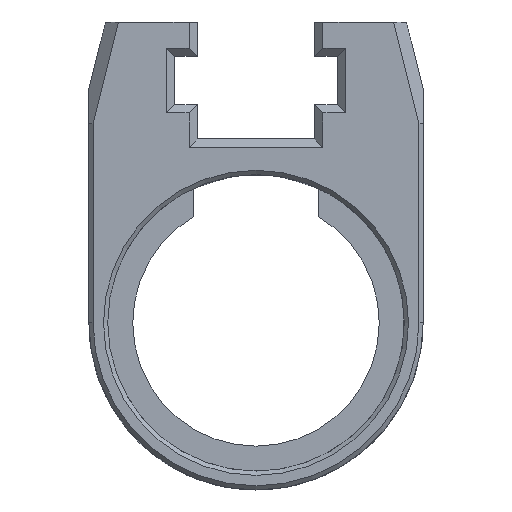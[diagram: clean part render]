
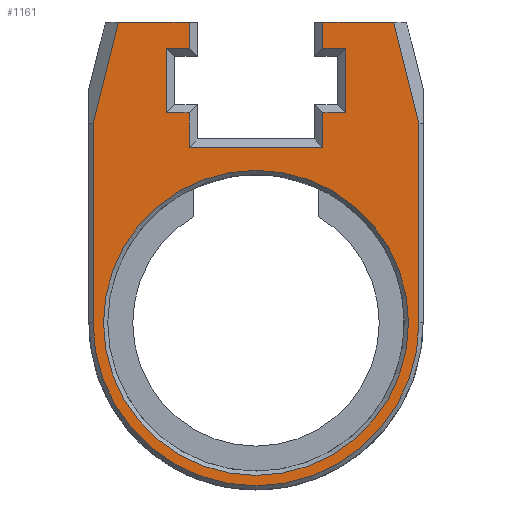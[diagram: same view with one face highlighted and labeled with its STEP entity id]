
A CAD part, front view. The second image highlights one B-rep face of the part: STEP entity #1161.
In plain terms, the highlighted planar face has unit normal (0, -1, 0).
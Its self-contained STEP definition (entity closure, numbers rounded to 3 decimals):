
#20=FACE_BOUND('',#491,.T.);
#44=LINE('',#1655,#180);
#46=LINE('',#1659,#182);
#49=LINE('',#1665,#185);
#52=LINE('',#1672,#188);
#58=LINE('',#1685,#194);
#60=LINE('',#1688,#196);
#63=LINE('',#1694,#199);
#65=LINE('',#1698,#201);
#69=LINE('',#1706,#205);
#71=LINE('',#1709,#207);
#73=LINE('',#1713,#209);
#99=LINE('',#1765,#235);
#131=LINE('',#1830,#267);
#153=LINE('',#1882,#289);
#154=LINE('',#1885,#290);
#161=LINE('',#1910,#297);
#162=LINE('',#1911,#298);
#180=VECTOR('',#1328,10.);
#182=VECTOR('',#1332,10.);
#185=VECTOR('',#1337,10.);
#188=VECTOR('',#1342,10.);
#194=VECTOR('',#1350,10.);
#196=VECTOR('',#1354,10.);
#199=VECTOR('',#1359,10.);
#201=VECTOR('',#1363,10.);
#205=VECTOR('',#1369,10.);
#207=VECTOR('',#1373,10.);
#209=VECTOR('',#1377,10.);
#235=VECTOR('',#1427,10.);
#267=VECTOR('',#1485,10.);
#289=VECTOR('',#1535,10.);
#290=VECTOR('',#1538,10.);
#297=VECTOR('',#1571,10.);
#298=VECTOR('',#1572,10.);
#353=PLANE('',#1262);
#420=FACE_OUTER_BOUND('',#490,.T.);
#490=EDGE_LOOP('',(#1066,#1067,#1068,#1069,#1070,#1071,#1072,#1073,#1074,
#1075,#1076,#1077,#1078,#1079,#1080,#1081,#1082,#1083));
#491=EDGE_LOOP('',(#1084));
#514=CIRCLE('',#1259,19.5);
#515=CIRCLE('',#1261,18.25);
#536=VERTEX_POINT('',#1652);
#537=VERTEX_POINT('',#1654);
#538=VERTEX_POINT('',#1658);
#540=VERTEX_POINT('',#1664);
#542=VERTEX_POINT('',#1670);
#543=VERTEX_POINT('',#1671);
#548=VERTEX_POINT('',#1682);
#549=VERTEX_POINT('',#1684);
#551=VERTEX_POINT('',#1693);
#552=VERTEX_POINT('',#1697);
#555=VERTEX_POINT('',#1705);
#556=VERTEX_POINT('',#1712);
#570=VERTEX_POINT('',#1764);
#590=VERTEX_POINT('',#1828);
#606=VERTEX_POINT('',#1880);
#607=VERTEX_POINT('',#1884);
#610=VERTEX_POINT('',#1900);
#611=VERTEX_POINT('',#1902);
#612=VERTEX_POINT('',#1906);
#644=EDGE_CURVE('',#536,#537,#44,.T.);
#646=EDGE_CURVE('',#537,#538,#46,.T.);
#649=EDGE_CURVE('',#538,#540,#49,.T.);
#652=EDGE_CURVE('',#542,#543,#52,.T.);
#658=EDGE_CURVE('',#548,#549,#58,.T.);
#660=EDGE_CURVE('',#543,#548,#60,.T.);
#663=EDGE_CURVE('',#549,#551,#63,.T.);
#665=EDGE_CURVE('',#552,#542,#65,.T.);
#669=EDGE_CURVE('',#551,#555,#69,.T.);
#671=EDGE_CURVE('',#540,#552,#71,.T.);
#673=EDGE_CURVE('',#555,#556,#73,.T.);
#699=EDGE_CURVE('',#570,#556,#99,.T.);
#732=EDGE_CURVE('',#536,#590,#131,.T.);
#758=EDGE_CURVE('',#606,#590,#153,.T.);
#759=EDGE_CURVE('',#570,#607,#154,.T.);
#768=EDGE_CURVE('',#611,#610,#514,.T.);
#770=EDGE_CURVE('',#612,#612,#515,.T.);
#771=EDGE_CURVE('',#610,#606,#161,.T.);
#772=EDGE_CURVE('',#607,#611,#162,.T.);
#1066=ORIENTED_EDGE('',*,*,#644,.F.);
#1067=ORIENTED_EDGE('',*,*,#732,.T.);
#1068=ORIENTED_EDGE('',*,*,#758,.F.);
#1069=ORIENTED_EDGE('',*,*,#771,.F.);
#1070=ORIENTED_EDGE('',*,*,#768,.F.);
#1071=ORIENTED_EDGE('',*,*,#772,.F.);
#1072=ORIENTED_EDGE('',*,*,#759,.F.);
#1073=ORIENTED_EDGE('',*,*,#699,.T.);
#1074=ORIENTED_EDGE('',*,*,#673,.F.);
#1075=ORIENTED_EDGE('',*,*,#669,.F.);
#1076=ORIENTED_EDGE('',*,*,#663,.F.);
#1077=ORIENTED_EDGE('',*,*,#658,.F.);
#1078=ORIENTED_EDGE('',*,*,#660,.F.);
#1079=ORIENTED_EDGE('',*,*,#652,.F.);
#1080=ORIENTED_EDGE('',*,*,#665,.F.);
#1081=ORIENTED_EDGE('',*,*,#671,.F.);
#1082=ORIENTED_EDGE('',*,*,#649,.F.);
#1083=ORIENTED_EDGE('',*,*,#646,.F.);
#1084=ORIENTED_EDGE('',*,*,#770,.F.);
#1161=ADVANCED_FACE('',(#420,#20),#353,.F.);
#1259=AXIS2_PLACEMENT_3D('',#1904,#1562,#1563);
#1261=AXIS2_PLACEMENT_3D('',#1908,#1567,#1568);
#1262=AXIS2_PLACEMENT_3D('',#1909,#1569,#1570);
#1328=DIRECTION('',(0.,0.,-1.));
#1332=DIRECTION('',(-1.,0.,0.));
#1337=DIRECTION('',(0.,0.,-1.));
#1342=DIRECTION('',(1.,0.,0.));
#1350=DIRECTION('',(1.,0.,0.));
#1354=DIRECTION('',(0.,0.,1.));
#1359=DIRECTION('',(0.,0.,1.));
#1363=DIRECTION('',(0.,0.,-1.));
#1369=DIRECTION('',(-1.,0.,0.));
#1373=DIRECTION('',(1.,0.,0.));
#1377=DIRECTION('',(0.,0.,1.));
#1427=DIRECTION('',(-1.,0.,0.));
#1485=DIRECTION('',(-1.,0.,0.));
#1535=DIRECTION('',(0.243,0.,0.97));
#1538=DIRECTION('',(0.243,0.,-0.97));
#1562=DIRECTION('center_axis',(0.,1.,0.));
#1563=DIRECTION('ref_axis',(1.,0.,0.));
#1567=DIRECTION('center_axis',(0.,-1.,0.));
#1568=DIRECTION('ref_axis',(1.,0.,0.));
#1569=DIRECTION('center_axis',(0.,1.,0.));
#1570=DIRECTION('ref_axis',(1.,0.,0.));
#1571=DIRECTION('',(0.,0.,1.));
#1572=DIRECTION('',(0.,0.,-1.));
#1652=CARTESIAN_POINT('',(12.,0.,56.));
#1654=CARTESIAN_POINT('',(12.,0.,52.875));
#1655=CARTESIAN_POINT('',(12.,0.,42.));
#1658=CARTESIAN_POINT('',(9.25,0.,52.875));
#1659=CARTESIAN_POINT('',(16.625,0.,52.875));
#1664=CARTESIAN_POINT('',(9.25,0.,45.125));
#1665=CARTESIAN_POINT('',(9.25,0.,39.938));
#1670=CARTESIAN_POINT('',(12.,0.,41.));
#1671=CARTESIAN_POINT('',(28.,0.,41.));
#1672=CARTESIAN_POINT('',(16.625,0.,41.));
#1682=CARTESIAN_POINT('',(28.,0.,45.125));
#1684=CARTESIAN_POINT('',(30.75,0.,45.125));
#1685=CARTESIAN_POINT('',(23.375,0.,45.125));
#1688=CARTESIAN_POINT('',(28.,0.,35.));
#1693=CARTESIAN_POINT('',(30.75,0.,52.875));
#1694=CARTESIAN_POINT('',(30.75,0.,37.063));
#1697=CARTESIAN_POINT('',(12.,0.,45.125));
#1698=CARTESIAN_POINT('',(12.,0.,37.063));
#1705=CARTESIAN_POINT('',(28.,0.,52.875));
#1706=CARTESIAN_POINT('',(24.875,0.,52.875));
#1709=CARTESIAN_POINT('',(15.125,0.,45.125));
#1712=CARTESIAN_POINT('',(28.,0.,56.));
#1713=CARTESIAN_POINT('',(28.,0.,39.938));
#1764=CARTESIAN_POINT('',(36.454,0.,56.));
#1765=CARTESIAN_POINT('',(40.,0.,56.));
#1828=CARTESIAN_POINT('',(3.546,0.,56.));
#1830=CARTESIAN_POINT('',(13.25,0.,56.));
#1880=CARTESIAN_POINT('',(0.5,0.,43.815));
#1882=CARTESIAN_POINT('',(0.191,0.,42.577));
#1884=CARTESIAN_POINT('',(39.5,0.,43.815));
#1885=CARTESIAN_POINT('',(39.809,0.,42.577));
#1900=CARTESIAN_POINT('',(0.5,0.,20.));
#1902=CARTESIAN_POINT('',(39.5,0.,20.));
#1904=CARTESIAN_POINT('Origin',(20.,0.,20.));
#1906=CARTESIAN_POINT('',(1.75,0.,20.));
#1908=CARTESIAN_POINT('Origin',(20.,0.,20.));
#1909=CARTESIAN_POINT('Origin',(20.,0.,28.));
#1910=CARTESIAN_POINT('',(0.5,0.,24.));
#1911=CARTESIAN_POINT('',(39.5,0.,42.));
